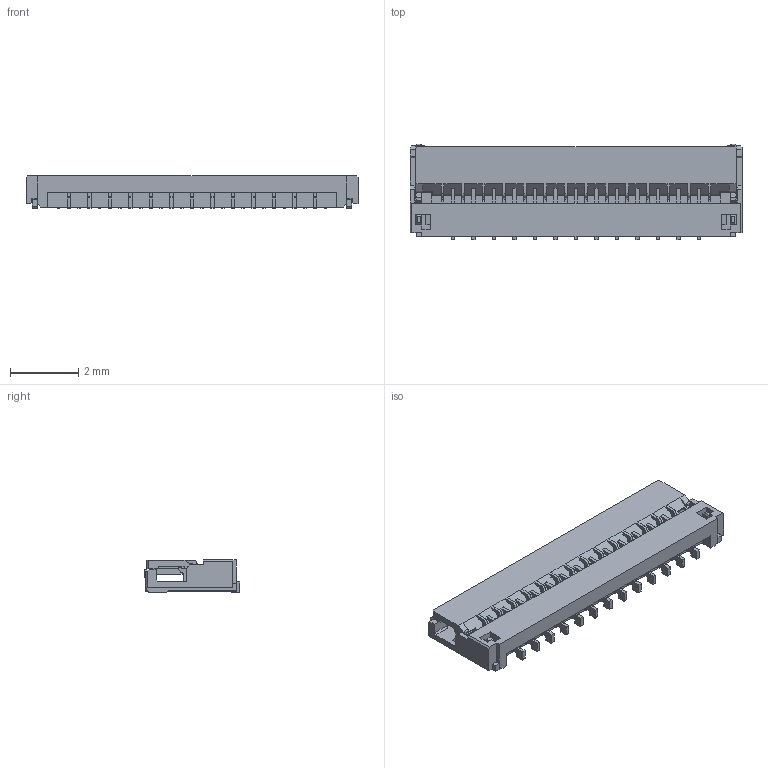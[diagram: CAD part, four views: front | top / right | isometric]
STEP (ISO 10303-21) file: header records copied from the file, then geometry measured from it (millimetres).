
FILE_DESCRIPTION(('CATIA V5 STEP Exchange'),'2;1');
FILE_NAME('00_6844_727_002_846_+.stp','2014-12-25T04:19:29+00:00',('none'),('none'),'CATIA Version 5 Release 19 SP 9 (IN-10)','CATIA V5 STEP AP214','none');
FILE_SCHEMA(('AUTOMOTIVE_DESIGN { 1 0 10303 214 1 1 1 1 }'));
Length unit declared in the file: millimetre
Products named in the file (1): Product1_AllCATPart
Bounding box: 9.7 x 2.79 x 0.95 mm (x, y, z)
Volume: 14.9 mm3; surface area: 126.5 mm2
Topology: 1 solids, 1 shells, 901 faces, 2834 edges, 1880 vertices
Faces by surface type: plane 705, cylinder 196
Entity records: 27765 total; most frequent: ORIENTED_EDGE 5668, CARTESIAN_POINT 5045, DIRECTION 3369, EDGE_CURVE 2834, VECTOR 2411, LINE 2411, VERTEX_POINT 1880, EDGE_LOOP 918
